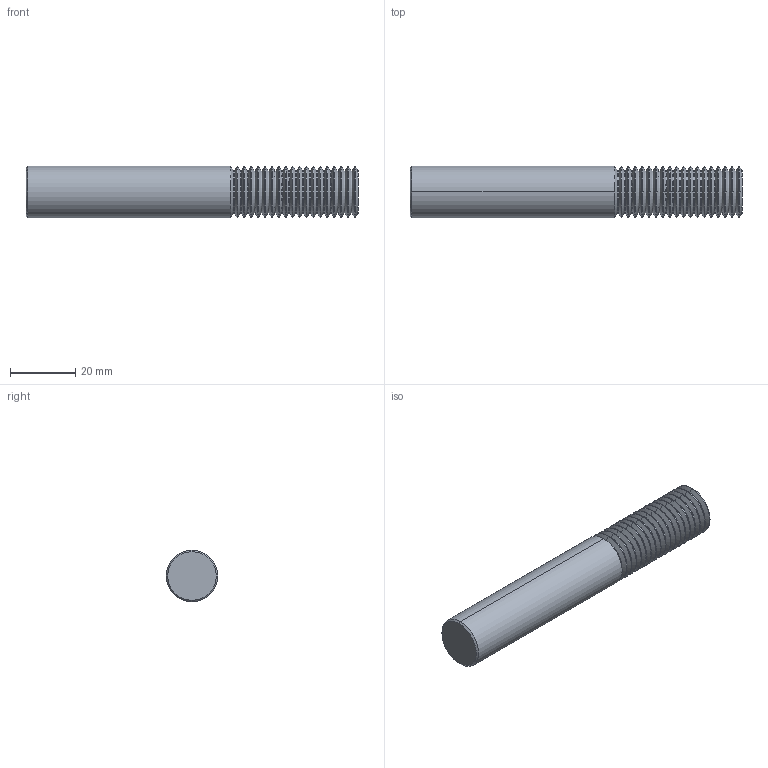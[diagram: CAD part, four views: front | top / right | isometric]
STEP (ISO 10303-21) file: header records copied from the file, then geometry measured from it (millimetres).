
FILE_DESCRIPTION (( 'STEP AP203' ), '1' );
FILE_NAME ('TMI620-12H.STEP', '2021-09-16T18:41:26', ( '' ), ( '' ), 'SwSTEP 2.0', 'SolidWorks 2020', '' );
FILE_SCHEMA (( 'CONFIG_CONTROL_DESIGN' ));
Length unit declared in the file: inch
Products named in the file (1): TMI620-12H
Bounding box: 101.6 x 15.87 x 15.87 mm (x, y, z)
Volume: 18660.3 mm3; surface area: 6466.6 mm2
Topology: 1 solids, 1 shells, 154 faces, 306 edges, 154 vertices
Faces by surface type: cylinder 76, cone 76, plane 2
Entity records: 3923 total; most frequent: DIRECTION 770, CARTESIAN_POINT 615, ORIENTED_EDGE 612, AXIS2_PLACEMENT_3D 309, EDGE_CURVE 306, EDGE_LOOP 154, ADVANCED_FACE 154, VERTEX_POINT 154
